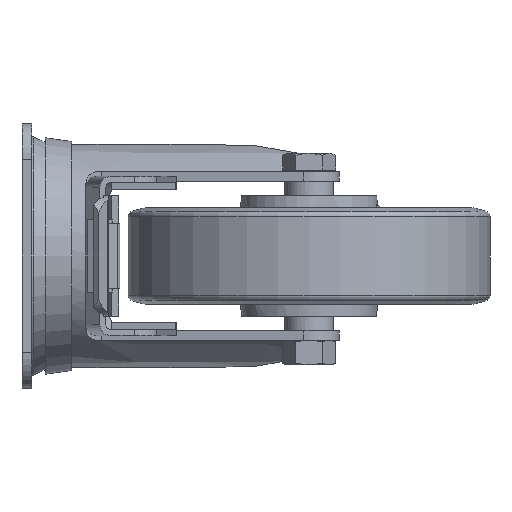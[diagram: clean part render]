
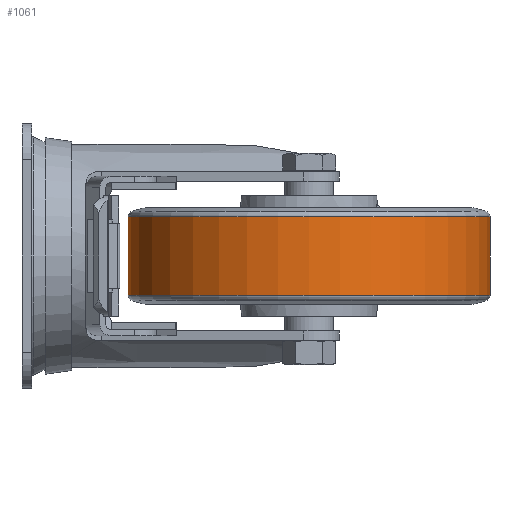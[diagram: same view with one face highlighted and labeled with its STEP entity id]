
A CAD part, left-side view. The second image highlights one B-rep face of the part: STEP entity #1061.
In plain terms, the highlighted cylindrical face has radius 75 mm (diameter 150 mm), a full revolution.
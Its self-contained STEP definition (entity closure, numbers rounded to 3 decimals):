
#1061 = ADVANCED_FACE( '', ( #2215, #2216 ), #2217, .T. );
#2215 = FACE_OUTER_BOUND( '', #3548, .T. );
#2216 = FACE_OUTER_BOUND( '', #3549, .T. );
#2217 = CYLINDRICAL_SURFACE( '', #3550, 75. );
#3548 = EDGE_LOOP( '', ( #6183 ) );
#3549 = EDGE_LOOP( '', ( #6184 ) );
#3550 = AXIS2_PLACEMENT_3D( '', #6185, #6186, #6187 );
#6183 = ORIENTED_EDGE( '', *, *, #8347, .T. );
#6184 = ORIENTED_EDGE( '', *, *, #7854, .F. );
#6185 = CARTESIAN_POINT( '', ( 45., 0., 0. ) );
#6186 = DIRECTION( '', ( -1., 0., 0. ) );
#6187 = DIRECTION( '', ( 0., 0., -1. ) );
#7854 = EDGE_CURVE( '', #9441, #9441, #9442, .T. );
#8347 = EDGE_CURVE( '', #10181, #10181, #10182, .T. );
#9441 = VERTEX_POINT( '', #12029 );
#9442 = CIRCLE( '', #12030, 75. );
#10181 = VERTEX_POINT( '', #13366 );
#10182 = CIRCLE( '', #13367, 75. );
#12029 = CARTESIAN_POINT( '', ( 41.206, 0., -75. ) );
#12030 = AXIS2_PLACEMENT_3D( '', #14671, #14672, #14673 );
#13366 = CARTESIAN_POINT( '', ( 8.794, 0., -75. ) );
#13367 = AXIS2_PLACEMENT_3D( '', #15194, #15195, #15196 );
#14671 = CARTESIAN_POINT( '', ( 41.206, 0., 0. ) );
#14672 = DIRECTION( '', ( 1., 0., 0. ) );
#14673 = DIRECTION( '', ( 0., 0., -1. ) );
#15194 = CARTESIAN_POINT( '', ( 8.794, 0., 0. ) );
#15195 = DIRECTION( '', ( 1., 0., 0. ) );
#15196 = DIRECTION( '', ( 0., 0., -1. ) );
